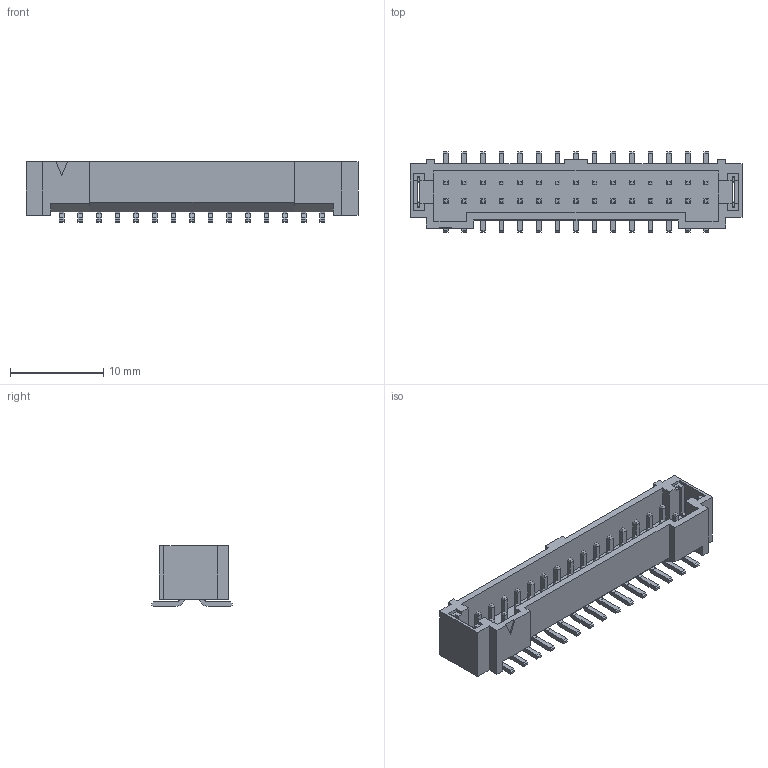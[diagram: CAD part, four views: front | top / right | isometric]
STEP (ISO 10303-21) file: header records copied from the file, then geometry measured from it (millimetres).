
FILE_DESCRIPTION(/* description */ (''),/* implementation_level */ '2;1');
FILE_NAME(/* name */ 'SAMTEC_T2M-115-01-L-D-SM-K-TR.stp',/* time_stamp */ '2017-06-30T17:54:08+02:00',/* author */ ('jwickham'),/* organization */ (''),/* preprocessor_version */ 'ST-DEVELOPER v16.5',/* originating_system */ 'AutoCAD Mechanical',/* authorisation */ ' ');
FILE_SCHEMA (('AUTOMOTIVE_DESIGN { 1 0 10303 214 3 1 1 }'));
Length unit declared in the file: millimetre
Products named in the file (1): Product
Bounding box: 35.67 x 8.63 x 6.55 mm (x, y, z)
Volume: 606 mm3; surface area: 1752.1 mm2
Topology: 61 solids, 61 shells, 754 faces, 1777 edges, 1144 vertices
Faces by surface type: plane 686, cylinder 68
Entity records: 21135 total; most frequent: CARTESIAN_POINT 3676, ORIENTED_EDGE 3554, DIRECTION 3423, EDGE_CURVE 1777, LINE 1641, VECTOR 1641, VERTEX_POINT 1144, AXIS2_PLACEMENT_3D 891
